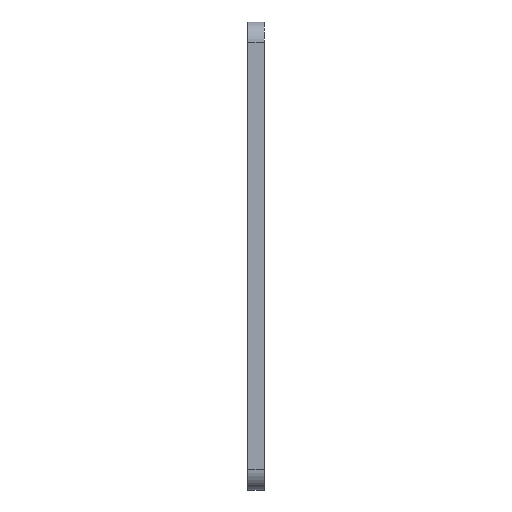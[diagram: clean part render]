
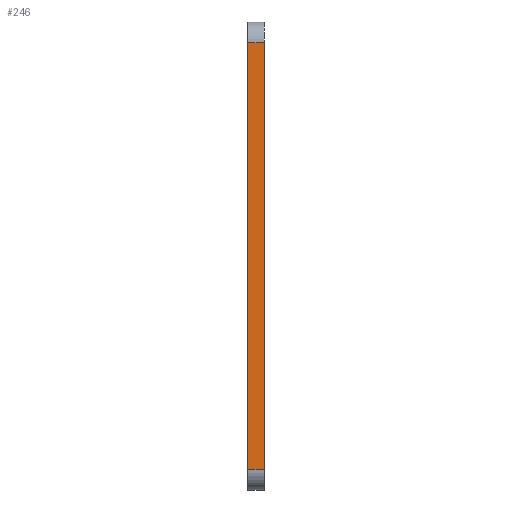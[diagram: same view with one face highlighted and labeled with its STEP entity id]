
A CAD part, left-side view. The second image highlights one B-rep face of the part: STEP entity #246.
In plain terms, the highlighted planar face has unit normal (-1, 0, 0).
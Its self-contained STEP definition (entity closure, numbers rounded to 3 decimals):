
#13 = VECTOR ( 'NONE', #62, 1000. ) ;
#61 = VERTEX_POINT ( 'NONE', #569 ) ;
#62 = DIRECTION ( 'NONE',  ( 0., 1., 0. ) ) ;
#65 = LINE ( 'NONE', #594, #126 ) ;
#80 = FACE_OUTER_BOUND ( 'NONE', #817, .T. ) ;
#119 = EDGE_CURVE ( 'NONE', #61, #838, #332, .T. ) ;
#126 = VECTOR ( 'NONE', #533, 1000. ) ;
#197 = EDGE_CURVE ( 'NONE', #715, #258, #65, .T. ) ;
#207 = CARTESIAN_POINT ( 'NONE',  ( -8.5, 2., 46. ) ) ;
#246 = ADVANCED_FACE ( 'NONE', ( #80 ), #282, .T. ) ;
#258 = VERTEX_POINT ( 'NONE', #674 ) ;
#275 = LINE ( 'NONE', #678, #739 ) ;
#279 = CARTESIAN_POINT ( 'NONE',  ( -8.5, 2., -6. ) ) ;
#282 = PLANE ( 'NONE',  #486 ) ;
#329 = CARTESIAN_POINT ( 'NONE',  ( -8.5, 0., -8.5 ) ) ;
#332 = LINE ( 'NONE', #662, #13 ) ;
#338 = DIRECTION ( 'NONE',  ( 0., 0., 1. ) ) ;
#340 = DIRECTION ( 'NONE',  ( 0., 0., 1. ) ) ;
#387 = ORIENTED_EDGE ( 'NONE', *, *, #707, .T. ) ;
#426 = DIRECTION ( 'NONE',  ( -1., 0., 0. ) ) ;
#486 = AXIS2_PLACEMENT_3D ( 'NONE', #611, #426, #619 ) ;
#533 = DIRECTION ( 'NONE',  ( 0., -1., 0. ) ) ;
#569 = CARTESIAN_POINT ( 'NONE',  ( -8.5, 0., 46. ) ) ;
#594 = CARTESIAN_POINT ( 'NONE',  ( -8.5, 0., -6. ) ) ;
#611 = CARTESIAN_POINT ( 'NONE',  ( -8.5, 0., -8.5 ) ) ;
#619 = DIRECTION ( 'NONE',  ( 0., 0., 1. ) ) ;
#621 = ORIENTED_EDGE ( 'NONE', *, *, #197, .T. ) ;
#662 = CARTESIAN_POINT ( 'NONE',  ( -8.5, 0., 46. ) ) ;
#663 = LINE ( 'NONE', #329, #801 ) ;
#674 = CARTESIAN_POINT ( 'NONE',  ( -8.5, 0., -6. ) ) ;
#678 = CARTESIAN_POINT ( 'NONE',  ( -8.5, 2., -8.5 ) ) ;
#694 = ORIENTED_EDGE ( 'NONE', *, *, #825, .F. ) ;
#707 = EDGE_CURVE ( 'NONE', #258, #61, #663, .T. ) ;
#715 = VERTEX_POINT ( 'NONE', #279 ) ;
#739 = VECTOR ( 'NONE', #340, 1000. ) ;
#775 = ORIENTED_EDGE ( 'NONE', *, *, #119, .T. ) ;
#801 = VECTOR ( 'NONE', #338, 1000. ) ;
#817 = EDGE_LOOP ( 'NONE', ( #694, #621, #387, #775 ) ) ;
#825 = EDGE_CURVE ( 'NONE', #715, #838, #275, .T. ) ;
#838 = VERTEX_POINT ( 'NONE', #207 ) ;
